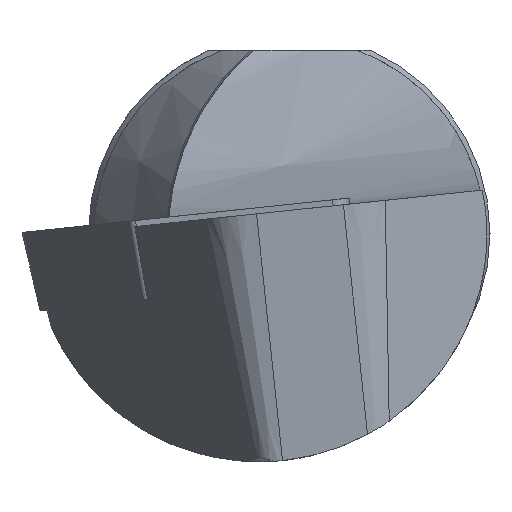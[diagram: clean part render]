
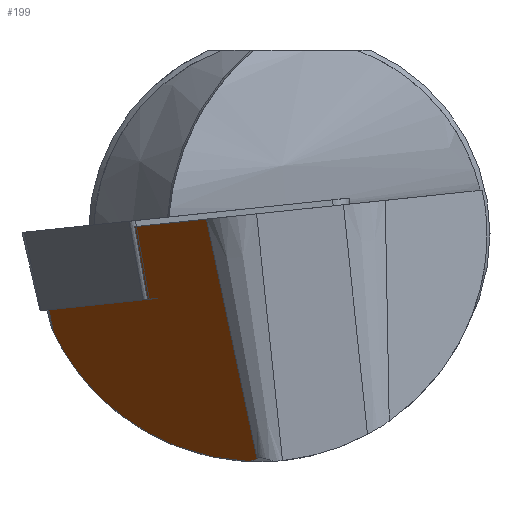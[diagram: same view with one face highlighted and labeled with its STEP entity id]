
A CAD part, left-side view. The second image highlights one B-rep face of the part: STEP entity #199.
In plain terms, the highlighted planar face has unit normal (-0.526, 0.824, -0.209).
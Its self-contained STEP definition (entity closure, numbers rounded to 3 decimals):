
#199=ADVANCED_FACE('',(#260),#241,.T.);
#241=PLANE('',#856);
#260=FACE_OUTER_BOUND('',#301,.T.);
#301=EDGE_LOOP('',(#356,#357,#358,#359,#360,#361,#362));
#344=ELLIPSE('',#854,21.569,11.35);
#345=ELLIPSE('',#855,35.044,9.434);
#356=ORIENTED_EDGE('',*,*,#649,.F.);
#357=ORIENTED_EDGE('',*,*,#650,.F.);
#358=ORIENTED_EDGE('',*,*,#651,.F.);
#359=ORIENTED_EDGE('',*,*,#652,.T.);
#360=ORIENTED_EDGE('',*,*,#653,.T.);
#361=ORIENTED_EDGE('',*,*,#654,.T.);
#362=ORIENTED_EDGE('',*,*,#655,.T.);
#576=VERTEX_POINT('',#1130);
#577=VERTEX_POINT('',#1131);
#578=VERTEX_POINT('',#1133);
#579=VERTEX_POINT('',#1135);
#580=VERTEX_POINT('',#1137);
#581=VERTEX_POINT('',#1139);
#582=VERTEX_POINT('',#1141);
#649=EDGE_CURVE('',#576,#577,#759,.T.);
#650=EDGE_CURVE('',#578,#576,#760,.T.);
#651=EDGE_CURVE('',#579,#578,#761,.T.);
#652=EDGE_CURVE('',#579,#580,#344,.T.);
#653=EDGE_CURVE('',#580,#581,#345,.T.);
#654=EDGE_CURVE('',#581,#582,#762,.T.);
#655=EDGE_CURVE('',#582,#577,#763,.T.);
#759=LINE('',#1129,#806);
#760=LINE('',#1132,#807);
#761=LINE('',#1134,#808);
#762=LINE('',#1140,#809);
#763=LINE('',#1142,#810);
#806=VECTOR('',#931,1.);
#807=VECTOR('',#932,1.);
#808=VECTOR('',#933,1.);
#809=VECTOR('',#938,1.);
#810=VECTOR('',#939,1.);
#854=AXIS2_PLACEMENT_3D('',#1136,#934,#935);
#855=AXIS2_PLACEMENT_3D('',#1138,#936,#937);
#856=AXIS2_PLACEMENT_3D('',#1143,#940,#941);
#931=DIRECTION('',(-0.118,0.173,0.978));
#932=DIRECTION('',(-0.848,-0.527,0.055));
#933=DIRECTION('',(-0.065,0.207,0.976));
#934=DIRECTION('',(-0.526,0.824,-0.209));
#935=DIRECTION('',(0.85,0.51,-0.129));
#936=DIRECTION('',(-0.526,0.824,-0.209));
#937=DIRECTION('',(0.85,0.51,-0.129));
#938=DIRECTION('',(-0.065,0.207,0.976));
#939=DIRECTION('',(0.848,0.527,-0.055));
#940=DIRECTION('',(-0.526,0.824,-0.209));
#941=DIRECTION('',(0.843,0.538,0.));
#1129=CARTESIAN_POINT('',(7.269,7.55,-0.461));
#1130=CARTESIAN_POINT('',(7.608,7.056,-3.262));
#1131=CARTESIAN_POINT('',(7.17,7.696,0.361));
#1132=CARTESIAN_POINT('',(22.702,16.442,-4.249));
#1133=CARTESIAN_POINT('',(15.52,11.976,-3.779));
#1134=CARTESIAN_POINT('',(15.261,12.802,0.126));
#1135=CARTESIAN_POINT('',(15.594,11.739,-4.898));
#1136=CARTESIAN_POINT('',(-2.391,1.5,0.));
#1137=CARTESIAN_POINT('',(2.855,1.971,-11.34));
#1138=CARTESIAN_POINT('',(11.467,9.358,-3.897));
#1139=CARTESIAN_POINT('',(2.218,1.604,-11.182));
#1140=CARTESIAN_POINT('',(1.41,4.188,1.031));
#1141=CARTESIAN_POINT('',(1.429,4.125,0.736));
#1142=CARTESIAN_POINT('',(-4.643,0.349,1.133));
#1143=CARTESIAN_POINT('',(22.444,17.268,-0.343));
